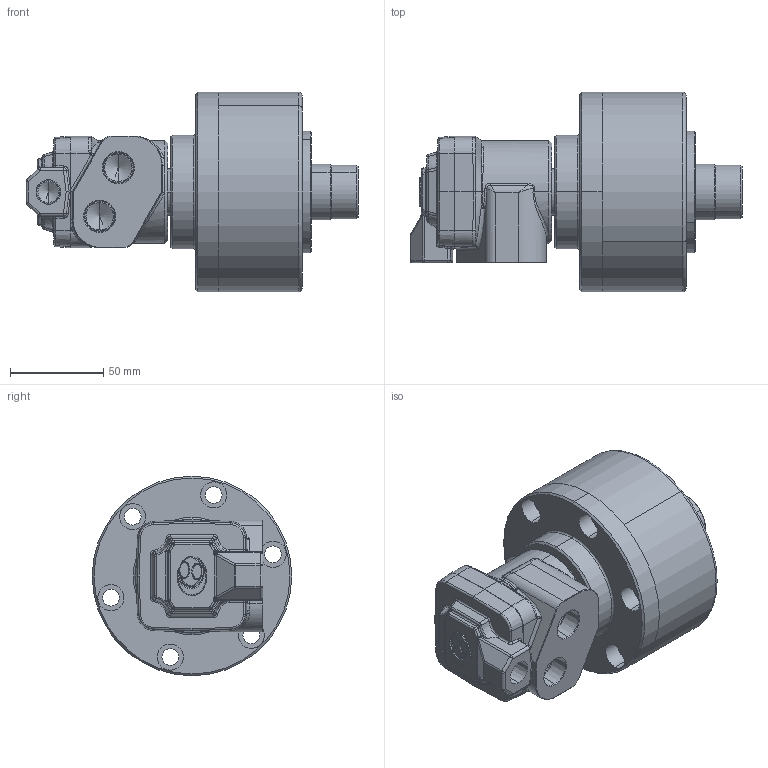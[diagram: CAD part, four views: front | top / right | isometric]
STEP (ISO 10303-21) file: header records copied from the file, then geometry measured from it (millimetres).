
FILE_DESCRIPTION (( 'STEP AP203' ), '1' );
FILE_NAME ('RK-75²Õ¦X¥ó.STEP', '2011-03-15T06:04:38', ( 'user' ), ( '' ), 'SwSTEP 2.0', 'SolidWorks 2010', '' );
FILE_SCHEMA (( 'CONFIG_CONTROL_DESIGN' ));
Length unit declared in the file: metre
Products named in the file (6): RK-75活塞; RK-75閥軸; RK-75組合件; RK-75缸體; RK-75閥體; RK-75閥蓋
Assembly tree (5 placements, depth 2):
  RK-75組合件
    RK-75閥蓋
    RK-75閥體
    RK-75缸體
    RK-75活塞
    RK-75閥軸
Bounding box: 178 x 107 x 107 mm (x, y, z)
Volume: 696171 mm3; surface area: 137641.6 mm2
Topology: 5 solids, 5 shells, 493 faces, 1155 edges, 676 vertices
Faces by surface type: cylinder 175, bspline 125, plane 102, cone 60, torus 23, sphere 8
Entity records: 31186 total; most frequent: CARTESIAN_POINT 20155, ORIENTED_EDGE 2246, DIRECTION 2019, EDGE_CURVE 1123, AXIS2_PLACEMENT_3D 821, VERTEX_POINT 676, EDGE_LOOP 557, FACE_OUTER_BOUND 493
